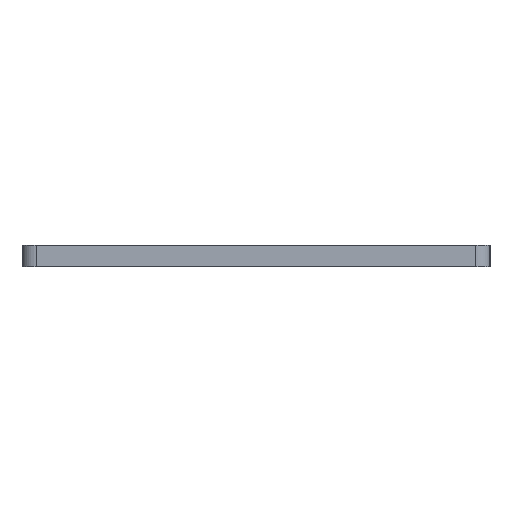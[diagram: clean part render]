
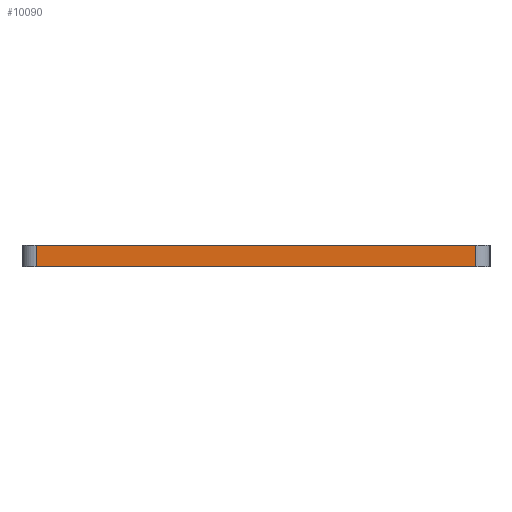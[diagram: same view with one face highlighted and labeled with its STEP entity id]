
A CAD part, left-side view. The second image highlights one B-rep face of the part: STEP entity #10090.
In plain terms, the highlighted planar face has unit normal (-1, 0, 0).
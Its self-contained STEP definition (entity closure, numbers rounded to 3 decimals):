
#1005=PLANE('',#10701);
#1231=FACE_OUTER_BOUND('',#1833,.T.);
#1833=EDGE_LOOP('',(#7342,#7343,#7344,#7345));
#2419=LINE('',#12525,#3315);
#2420=LINE('',#12528,#3316);
#2589=LINE('',#14342,#3485);
#2590=LINE('',#14343,#3486);
#3315=VECTOR('',#10993,10.);
#3316=VECTOR('',#10996,10.);
#3485=VECTOR('',#11227,10.);
#3486=VECTOR('',#11228,10.);
#4272=VERTEX_POINT('',#12518);
#4275=VERTEX_POINT('',#12523);
#4276=VERTEX_POINT('',#12527);
#4710=VERTEX_POINT('',#14341);
#5327=EDGE_CURVE('',#4275,#4272,#2419,.T.);
#5328=EDGE_CURVE('',#4272,#4276,#2420,.T.);
#5763=EDGE_CURVE('',#4710,#4275,#2589,.T.);
#5764=EDGE_CURVE('',#4276,#4710,#2590,.T.);
#7342=ORIENTED_EDGE('',*,*,#5327,.F.);
#7343=ORIENTED_EDGE('',*,*,#5763,.F.);
#7344=ORIENTED_EDGE('',*,*,#5764,.F.);
#7345=ORIENTED_EDGE('',*,*,#5328,.F.);
#10090=ADVANCED_FACE('',(#1231),#1005,.T.);
#10701=AXIS2_PLACEMENT_3D('',#14340,#11225,#11226);
#10993=DIRECTION('',(0.,0.,1.));
#10996=DIRECTION('',(0.,-1.,0.));
#11225=DIRECTION('center_axis',(-1.,0.,0.));
#11226=DIRECTION('ref_axis',(0.,-1.,0.));
#11227=DIRECTION('',(0.,1.,0.));
#11228=DIRECTION('',(0.,0.,-1.));
#12518=CARTESIAN_POINT('',(-8.075,-40.725,3.));
#12523=CARTESIAN_POINT('',(-8.075,-40.725,0.));
#12525=CARTESIAN_POINT('',(-8.075,-40.725,1.5));
#12527=CARTESIAN_POINT('',(-8.075,-101.725,3.));
#12528=CARTESIAN_POINT('',(-8.075,-103.725,3.));
#14340=CARTESIAN_POINT('Origin',(-8.075,-38.725,1.5));
#14341=CARTESIAN_POINT('',(-8.075,-101.725,0.));
#14342=CARTESIAN_POINT('',(-8.075,-103.725,0.));
#14343=CARTESIAN_POINT('',(-8.075,-101.725,1.5));
